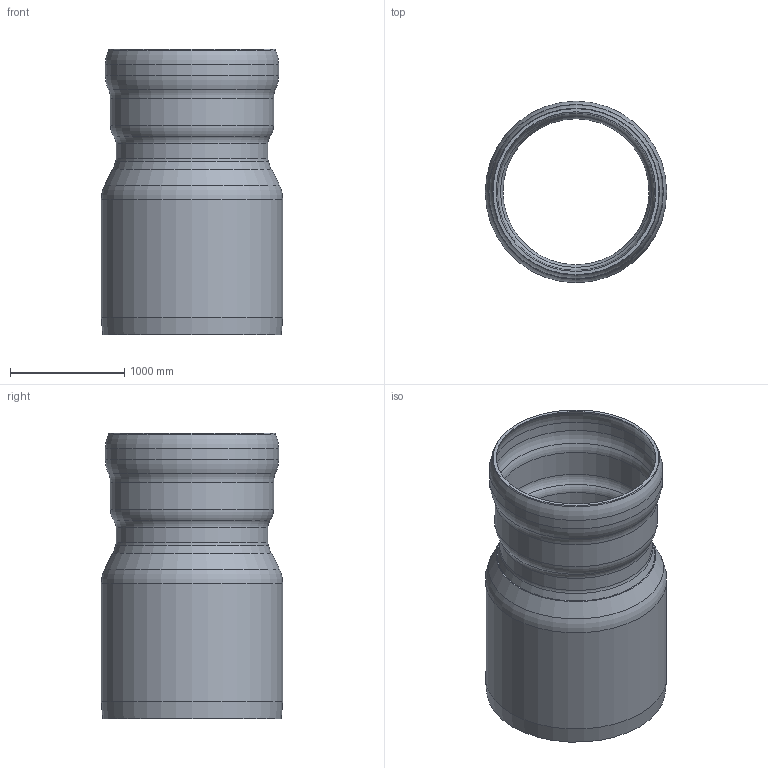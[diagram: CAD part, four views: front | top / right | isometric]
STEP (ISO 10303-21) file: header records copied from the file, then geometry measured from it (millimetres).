
FILE_DESCRIPTION(/* description */ (''),/* implementation_level */ '2;1');
FILE_NAME(/* name */ '00603.EF0X_3D.stp',/* time_stamp */ '2024-12-11T12:58:46+01:00',/* author */ ('CAD'),/* organization */ (''),/* preprocessor_version */ 'ST-DEVELOPER v20',/* originating_system */ 'AutoCAD Mechanical',/* authorisation */ '');
FILE_SCHEMA (('AUTOMOTIVE_DESIGN { 1 0 10303 214 3 1 1 }'));
Length unit declared in the file: centimetre
Products named in the file (1): Product
Bounding box: 1590 x 1590 x 2500 mm (x, y, z)
Volume: 297425525.8 mm3; surface area: 24269815.8 mm2
Topology: 2 solids, 2 shells, 35 faces, 84 edges, 55 vertices
Faces by surface type: torus 14, cylinder 8, cone 8, plane 5
Full cylindrical faces by diameter (mm): 1280 x1, 1330 x1, 1380 x1, 1430 x1, 1470 x1, 1520 x1, 1540 x1, 1590 x1
Entity records: 1100 total; most frequent: DIRECTION 224, CARTESIAN_POINT 175, ORIENTED_EDGE 168, AXIS2_PLACEMENT_3D 104, EDGE_CURVE 84, CIRCLE 68, VERTEX_POINT 54, EDGE_LOOP 40
